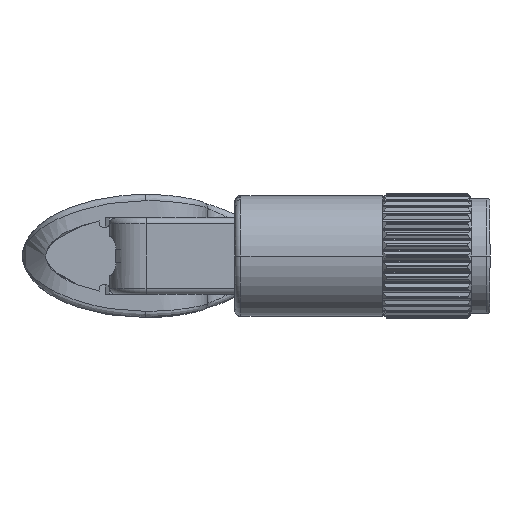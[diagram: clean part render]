
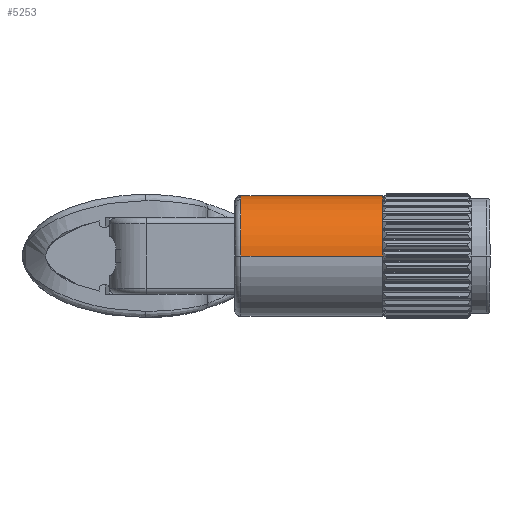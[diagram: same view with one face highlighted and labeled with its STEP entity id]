
A CAD part, front view. The second image highlights one B-rep face of the part: STEP entity #5253.
In plain terms, the highlighted cylindrical face has radius 4.9 mm (diameter 9.8 mm), a partial arc.
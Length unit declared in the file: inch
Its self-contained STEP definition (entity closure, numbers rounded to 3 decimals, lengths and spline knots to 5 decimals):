
#335 = CIRCLE ( 'NONE', #13863, 0.19291 ) ;
#712 = VERTEX_POINT ( 'NONE', #3097 ) ;
#820 = DIRECTION ( 'NONE',  ( 1., 0., 0. ) ) ;
#1501 = LINE ( 'NONE', #9976, #9504 ) ;
#2051 = FACE_OUTER_BOUND ( 'NONE', #6547, .T. ) ;
#3097 = CARTESIAN_POINT ( 'NONE',  ( 0.75591, 0.90552, 0. ) ) ;
#4410 = AXIS2_PLACEMENT_3D ( 'NONE', #14472, #9076, #14385 ) ;
#4444 = EDGE_CURVE ( 'NONE', #16849, #16347, #5615, .T. ) ;
#4932 = CARTESIAN_POINT ( 'NONE',  ( 0.75591, 0.90552, 0. ) ) ;
#5253 = ADVANCED_FACE ( 'NONE', ( #2051 ), #12856, .T. ) ;
#5615 = CIRCLE ( 'NONE', #10229, 0.19291 ) ;
#6006 = DIRECTION ( 'NONE',  ( -1., 0., 0. ) ) ;
#6320 = DIRECTION ( 'NONE',  ( 0., -1., 0. ) ) ;
#6538 = CARTESIAN_POINT ( 'NONE',  ( 0.30315, 1.29134, 0. ) ) ;
#6547 = EDGE_LOOP ( 'NONE', ( #11683, #14369, #7411, #8691 ) ) ;
#7411 = ORIENTED_EDGE ( 'NONE', *, *, #4444, .T. ) ;
#8691 = ORIENTED_EDGE ( 'NONE', *, *, #12184, .F. ) ;
#9076 = DIRECTION ( 'NONE',  ( -1., 0., 0. ) ) ;
#9440 = VECTOR ( 'NONE', #14751, 39.37008 ) ;
#9504 = VECTOR ( 'NONE', #6006, 39.37008 ) ;
#9567 = CARTESIAN_POINT ( 'NONE',  ( 0.75591, 1.29134, 0. ) ) ;
#9976 = CARTESIAN_POINT ( 'NONE',  ( 0.75591, 1.29134, 0. ) ) ;
#10229 = AXIS2_PLACEMENT_3D ( 'NONE', #17315, #820, #17134 ) ;
#10999 = EDGE_CURVE ( 'NONE', #712, #11155, #335, .T. ) ;
#11155 = VERTEX_POINT ( 'NONE', #9567 ) ;
#11683 = ORIENTED_EDGE ( 'NONE', *, *, #10999, .T. ) ;
#11706 = LINE ( 'NONE', #4932, #9440 ) ;
#12184 = EDGE_CURVE ( 'NONE', #712, #16347, #11706, .T. ) ;
#12856 = CYLINDRICAL_SURFACE ( 'NONE', #4410, 0.19291 ) ;
#13159 = CARTESIAN_POINT ( 'NONE',  ( 0.75591, 1.09843, 0. ) ) ;
#13394 = CARTESIAN_POINT ( 'NONE',  ( 0.30315, 0.90552, 0. ) ) ;
#13863 = AXIS2_PLACEMENT_3D ( 'NONE', #13159, #14787, #6320 ) ;
#14369 = ORIENTED_EDGE ( 'NONE', *, *, #16487, .T. ) ;
#14385 = DIRECTION ( 'NONE',  ( 0., -1., 0. ) ) ;
#14472 = CARTESIAN_POINT ( 'NONE',  ( 0.75591, 1.09843, 0. ) ) ;
#14751 = DIRECTION ( 'NONE',  ( -1., 0., 0. ) ) ;
#14787 = DIRECTION ( 'NONE',  ( -1., 0., 0. ) ) ;
#16347 = VERTEX_POINT ( 'NONE', #13394 ) ;
#16487 = EDGE_CURVE ( 'NONE', #11155, #16849, #1501, .T. ) ;
#16849 = VERTEX_POINT ( 'NONE', #6538 ) ;
#17134 = DIRECTION ( 'NONE',  ( 0., -1., 0. ) ) ;
#17315 = CARTESIAN_POINT ( 'NONE',  ( 0.30315, 1.09843, 0. ) ) ;
